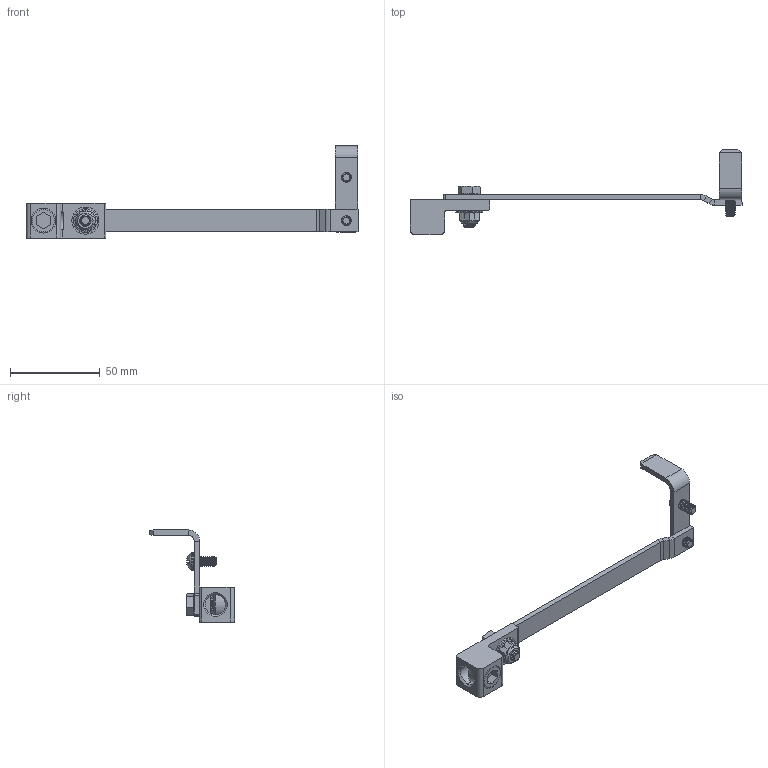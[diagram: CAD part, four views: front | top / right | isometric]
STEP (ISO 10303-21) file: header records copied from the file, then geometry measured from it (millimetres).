
FILE_DESCRIPTION (( 'STEP AP214' ), '1' );
FILE_NAME ('PKAG250.STEP', '2021-07-06T06:48:43', ( '' ), ( '' ), 'SwSTEP 2.0', 'SolidWorks 2017', '' );
FILE_SCHEMA (( 'AUTOMOTIVE_DESIGN' ));
Length unit declared in the file: millimetre
Products named in the file (12): PKAG250-002; PKAG250-003; prevailing torque hex flange nut_am_AM-M6-N; PKAG250; .25-20_ZINC PLATED GRADE 8 STEEL FLANGE NUT; 12-24 x .5_ZNC-PLTD STL ROUND HEAD SLOTTED MACHINE SCREW; socket set screw flat point_am_B18.3.6M - M16 x 2.0 x 12 Hex Socket Flat Pt. SS --N; PKAG250-001; internal tooth lock washer_am_B18.21.2M-Internal Tooth Lock Washers_AM6; 12-24 x .375, ZNC-PLTD STL ROUND HEAD SLOTTED MACHINE SCREW; internal tooth lock washer_am_B18.21.2M-Internal Tooth Lock Washers_AM5; HEX HEAD CAP SCREW .25-20 x .75
Assembly tree (12 placements, depth 2):
  PKAG250
    PKAG250-001
    PKAG250-003
    internal tooth lock washer_am_B18.21.2M-Internal Tooth Lock Washers_AM6
    prevailing torque hex flange nut_am_AM-M6-N
    socket set screw flat point_am_B18.3.6M - M16 x 2.0 x 12 Hex Socket Flat Pt. SS --N
    PKAG250-002
    internal tooth lock washer_am_B18.21.2M-Internal Tooth Lock Washers_AM5  x2
    12-24 x .5_ZNC-PLTD STL ROUND HEAD SLOTTED MACHINE SCREW
    .25-20_ZINC PLATED GRADE 8 STEEL FLANGE NUT
    12-24 x .375, ZNC-PLTD STL ROUND HEAD SLOTTED MACHINE SCREW
    HEX HEAD CAP SCREW .25-20 x .75
Bounding box: 184.9 x 47.4 x 51.3 mm (x, y, z)
Volume: 20720.2 mm3; surface area: 16341.4 mm2
Topology: 12 solids, 12 shells, 430 faces, 1134 edges, 731 vertices
Faces by surface type: cylinder 201, plane 160, cone 38, bspline 29, torus 2
Entity records: 19662 total; most frequent: CARTESIAN_POINT 10193, ORIENTED_EDGE 2010, DIRECTION 1733, EDGE_CURVE 1005, VERTEX_POINT 645, AXIS2_PLACEMENT_3D 632, VECTOR 469, LINE 469
